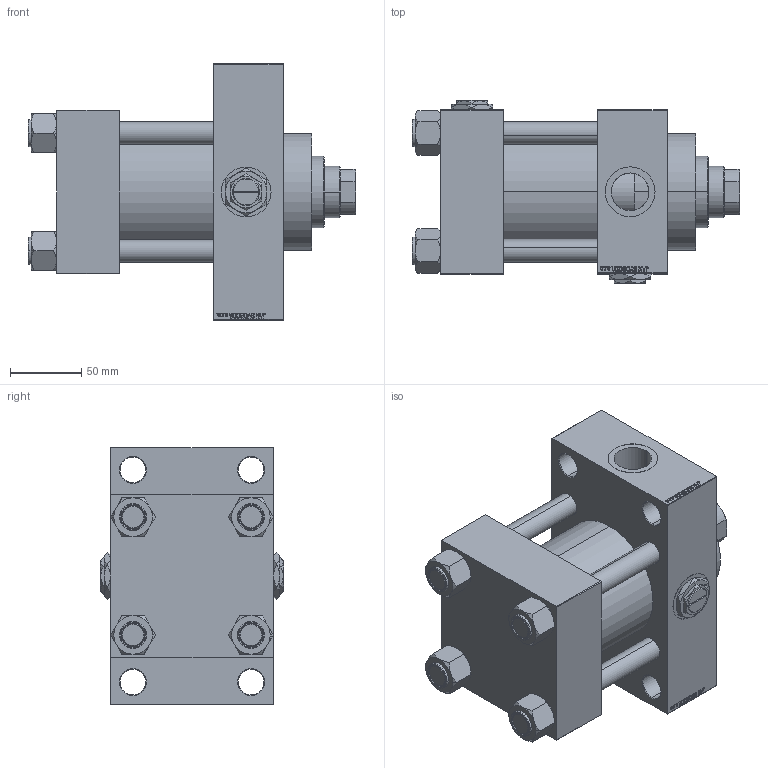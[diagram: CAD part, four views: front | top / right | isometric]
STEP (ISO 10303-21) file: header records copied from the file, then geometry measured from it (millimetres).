
FILE_DESCRIPTION (( 'STEP AP203' ), '1' );
FILE_NAME ('3f12.STEP', '2025-07-16T08:22:47', ( '' ), ( '' ), 'SwSTEP 2.0', 'SolidWorks 2019', '' );
FILE_SCHEMA (( 'CONFIG_CONTROL_DESIGN' ));
Length unit declared in the file: millimetre
Products named in the file (7): V215_VC_A 825fffc2372fc2cdc45563cf80ea8066; V215CR_VCP_D 825fffc2372fc2cdc45563cf80ea8066; V215CR_D_Body 825fffc2372fc2cdc45563cf80ea8066; V215CR_D_TYCINKA 825fffc2372fc2cdc45563cf80ea8066; NUT_M5_D 825fffc2372fc2cdc45563cf80ea8066; 3f12; Zatka_pro_OIL_PORT 825fffc2372fc2cdc45563cf80ea8066
Assembly tree (13 placements, depth 2):
  3f12
    V215CR_D_Body 825fffc2372fc2cdc45563cf80ea8066
    V215CR_VCP_D 825fffc2372fc2cdc45563cf80ea8066
    NUT_M5_D 825fffc2372fc2cdc45563cf80ea8066  x4
    V215CR_D_TYCINKA 825fffc2372fc2cdc45563cf80ea8066  x4
    V215_VC_A 825fffc2372fc2cdc45563cf80ea8066
    Zatka_pro_OIL_PORT 825fffc2372fc2cdc45563cf80ea8066  x2
Bounding box: 230 x 129 x 180 mm (x, y, z)
Volume: 1973305.5 mm3; surface area: 301542.1 mm2
Topology: 13 solids, 13 shells, 1242 faces, 3112 edges, 2011 vertices
Faces by surface type: plane 591, bspline 368, cone 182, cylinder 93, torus 8
Entity records: 49492 total; most frequent: CARTESIAN_POINT 25807, ORIENTED_EDGE 5296, DIRECTION 3476, EDGE_CURVE 2648, VERTEX_POINT 1731, VECTOR 1562, LINE 1562, EDGE_LOOP 1179
